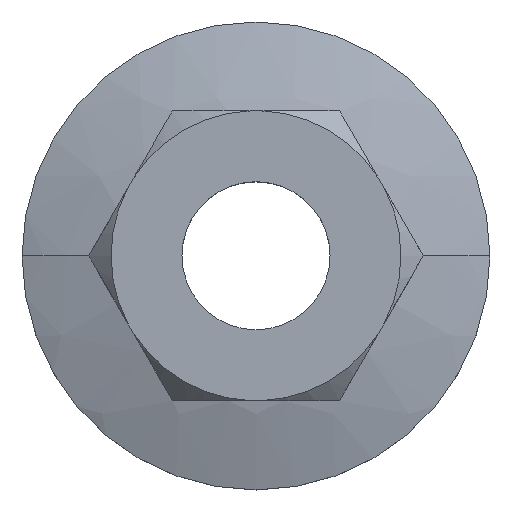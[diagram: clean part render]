
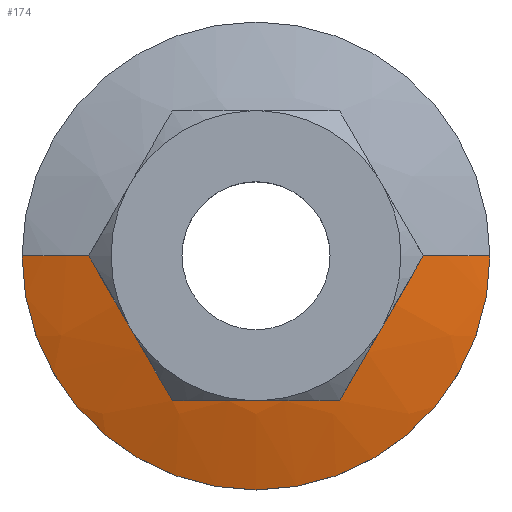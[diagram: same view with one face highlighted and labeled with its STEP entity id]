
A CAD part, top view. The second image highlights one B-rep face of the part: STEP entity #174.
In plain terms, the highlighted spherical face has radius 30 mm.
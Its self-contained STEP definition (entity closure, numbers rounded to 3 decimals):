
#11 = ORIENTED_EDGE ( 'NONE', *, *, #757, .F. ) ;
#12 = EDGE_CURVE ( 'NONE', #388, #144, #237, .T. ) ;
#19 = CARTESIAN_POINT ( 'NONE',  ( 0., 0., -26.402 ) ) ;
#36 = AXIS2_PLACEMENT_3D ( 'NONE', #19, #489, #732 ) ;
#55 = AXIS2_PLACEMENT_3D ( 'NONE', #566, #505, #152 ) ;
#56 = ORIENTED_EDGE ( 'NONE', *, *, #528, .T. ) ;
#64 = ORIENTED_EDGE ( 'NONE', *, *, #12, .F. ) ;
#70 = CARTESIAN_POINT ( 'NONE',  ( 10.5, 0., 1.7 ) ) ;
#72 = EDGE_CURVE ( 'NONE', #153, #606, #681, .T. ) ;
#91 = CARTESIAN_POINT ( 'NONE',  ( 0., 0., 1.7 ) ) ;
#92 = DIRECTION ( 'NONE',  ( 0.5, 0.866, 0. ) ) ;
#107 = CARTESIAN_POINT ( 'NONE',  ( -10.5, 0., 1.7 ) ) ;
#108 = AXIS2_PLACEMENT_3D ( 'NONE', #492, #620, #674 ) ;
#118 = EDGE_CURVE ( 'NONE', #536, #193, #737, .T. ) ;
#122 = AXIS2_PLACEMENT_3D ( 'NONE', #376, #678, #322 ) ;
#144 = VERTEX_POINT ( 'NONE', #390 ) ;
#152 = DIRECTION ( 'NONE',  ( 0.5, -0.866, 0. ) ) ;
#153 = VERTEX_POINT ( 'NONE', #107 ) ;
#155 = CARTESIAN_POINT ( 'NONE',  ( 0., -6.5, -26.402 ) ) ;
#174 = ADVANCED_FACE ( 'NONE', ( #565 ), #209, .T. ) ;
#192 = DIRECTION ( 'NONE',  ( 0., -1., 0. ) ) ;
#193 = VERTEX_POINT ( 'NONE', #524 ) ;
#209 = SPHERICAL_SURFACE ( 'NONE', #661, 30. ) ;
#237 = CIRCLE ( 'NONE', #122, 10.5 ) ;
#313 = AXIS2_PLACEMENT_3D ( 'NONE', #155, #329, #637 ) ;
#322 = DIRECTION ( 'NONE',  ( 0., -1., 0. ) ) ;
#329 = DIRECTION ( 'NONE',  ( 0., -1., 0. ) ) ;
#364 = CARTESIAN_POINT ( 'NONE',  ( -3.753, -6.5, 2.643 ) ) ;
#373 = VERTEX_POINT ( 'NONE', #364 ) ;
#376 = CARTESIAN_POINT ( 'NONE',  ( 0., 0., 1.7 ) ) ;
#388 = VERTEX_POINT ( 'NONE', #70 ) ;
#390 = CARTESIAN_POINT ( 'NONE',  ( 0., -10.5, 1.7 ) ) ;
#414 = CIRCLE ( 'NONE', #313, 29.287 ) ;
#450 = CIRCLE ( 'NONE', #55, 29.287 ) ;
#489 = DIRECTION ( 'NONE',  ( 0., 1., 0. ) ) ;
#492 = CARTESIAN_POINT ( 'NONE',  ( 0., 0., -26.402 ) ) ;
#505 = DIRECTION ( 'NONE',  ( -0.866, -0.5, 0. ) ) ;
#506 = ORIENTED_EDGE ( 'NONE', *, *, #515, .T. ) ;
#511 = AXIS2_PLACEMENT_3D ( 'NONE', #688, #563, #92 ) ;
#515 = EDGE_CURVE ( 'NONE', #373, #606, #450, .T. ) ;
#524 = CARTESIAN_POINT ( 'NONE',  ( 3.753, -6.5, 2.643 ) ) ;
#528 = EDGE_CURVE ( 'NONE', #193, #373, #414, .T. ) ;
#531 = ORIENTED_EDGE ( 'NONE', *, *, #118, .T. ) ;
#536 = VERTEX_POINT ( 'NONE', #572 ) ;
#544 = ORIENTED_EDGE ( 'NONE', *, *, #72, .F. ) ;
#563 = DIRECTION ( 'NONE',  ( 0.866, -0.5, 0. ) ) ;
#565 = FACE_OUTER_BOUND ( 'NONE', #590, .T. ) ;
#566 = CARTESIAN_POINT ( 'NONE',  ( -5.629, -3.25, -26.402 ) ) ;
#572 = CARTESIAN_POINT ( 'NONE',  ( 7.506, 0., 2.643 ) ) ;
#575 = CIRCLE ( 'NONE', #739, 10.5 ) ;
#576 = DIRECTION ( 'NONE',  ( 0., -1., 0. ) ) ;
#590 = EDGE_LOOP ( 'NONE', ( #544, #644, #64, #11, #531, #56, #506 ) ) ;
#606 = VERTEX_POINT ( 'NONE', #693 ) ;
#619 = DIRECTION ( 'NONE',  ( 0., 0., -1. ) ) ;
#620 = DIRECTION ( 'NONE',  ( 0., 1., 0. ) ) ;
#637 = DIRECTION ( 'NONE',  ( 0., 0., -1. ) ) ;
#644 = ORIENTED_EDGE ( 'NONE', *, *, #686, .F. ) ;
#645 = CARTESIAN_POINT ( 'NONE',  ( 0., 0., -26.402 ) ) ;
#649 = DIRECTION ( 'NONE',  ( 0., 0., 1. ) ) ;
#661 = AXIS2_PLACEMENT_3D ( 'NONE', #645, #576, #649 ) ;
#669 = CIRCLE ( 'NONE', #36, 30. ) ;
#674 = DIRECTION ( 'NONE',  ( -1., 0., 0. ) ) ;
#678 = DIRECTION ( 'NONE',  ( 0., 0., -1. ) ) ;
#681 = CIRCLE ( 'NONE', #108, 30. ) ;
#686 = EDGE_CURVE ( 'NONE', #144, #153, #575, .T. ) ;
#688 = CARTESIAN_POINT ( 'NONE',  ( 5.629, -3.25, -26.402 ) ) ;
#693 = CARTESIAN_POINT ( 'NONE',  ( -7.506, 0., 2.643 ) ) ;
#732 = DIRECTION ( 'NONE',  ( -1., 0., 0. ) ) ;
#737 = CIRCLE ( 'NONE', #511, 29.287 ) ;
#739 = AXIS2_PLACEMENT_3D ( 'NONE', #91, #619, #192 ) ;
#757 = EDGE_CURVE ( 'NONE', #536, #388, #669, .T. ) ;
